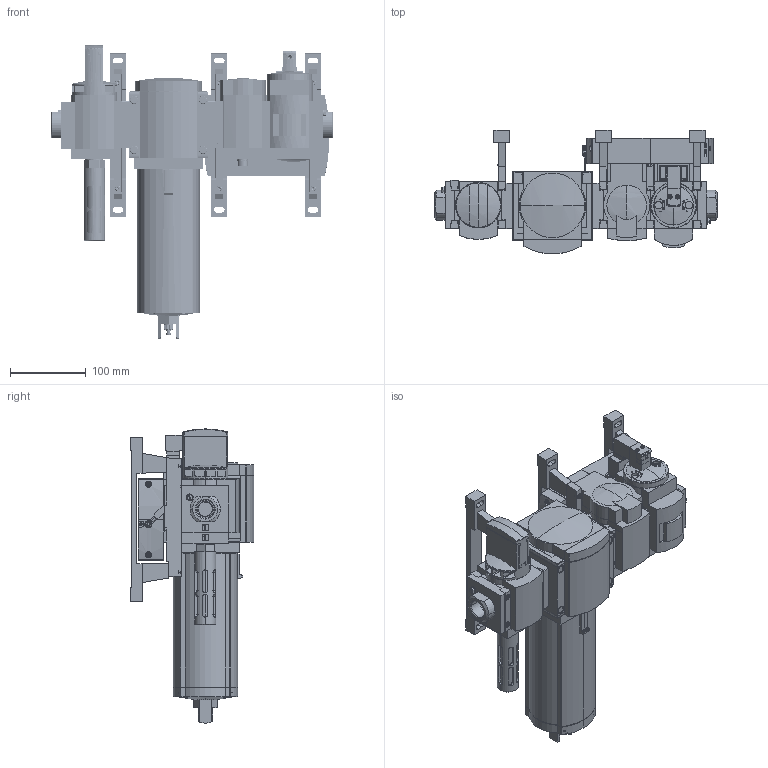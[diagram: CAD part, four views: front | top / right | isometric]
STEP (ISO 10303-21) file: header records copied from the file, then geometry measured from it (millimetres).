
FILE_DESCRIPTION(('STEP AP214'),'1');
FILE_NAME('MS9-D2M.stp','2022-07-08T08:45:02',('3D-Tool'),(' '),'Spatial InterOp 3D',' ',' ');
FILE_SCHEMA(('AUTOMOTIVE_DESIGN { 1 0 10303 214 1 1 1 1 }'));
Length unit declared in the file: millimetre
Products named in the file (1): 8085453 MSE6-D2M-5000-CBUS-S-RG-BAR-VCB-AGD|HI_376409 MS6-MV---(2);HI_376409 MS6-MV---(2)
Bounding box: 372.6 x 163.04 x 388.5 mm (x, y, z)
Volume: 4750642.6 mm3; surface area: 714357.8 mm2
Topology: 62 solids, 63 shells, 5344 faces, 13883 edges, 8875 vertices
Faces by surface type: plane 2728, cylinder 1715, cone 618, torus 265, sphere 18
Entity records: 213371 total; most frequent: CARTESIAN_POINT 36453, DIRECTION 28751, ORIENTED_EDGE 27670, EDGE_CURVE 13835, AXIS2_PLACEMENT_3D 10229, VERTEX_POINT 8875, LINE 8293, VECTOR 8293
